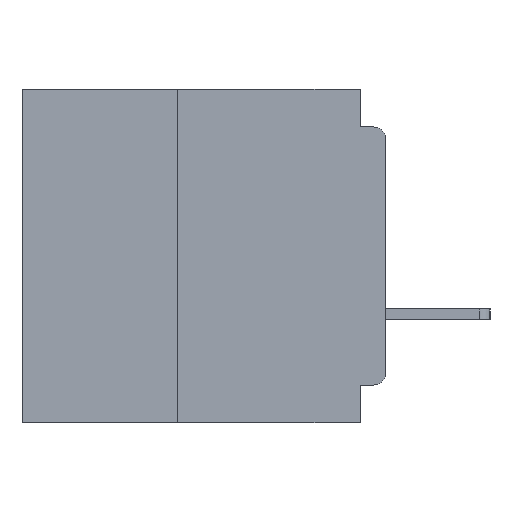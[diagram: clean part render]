
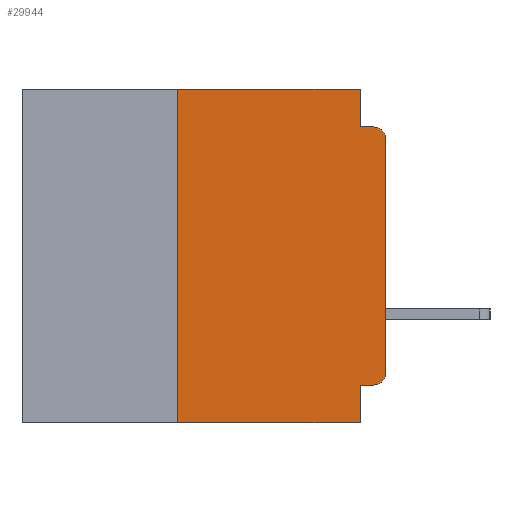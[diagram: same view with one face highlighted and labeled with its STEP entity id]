
A CAD part, left-side view. The second image highlights one B-rep face of the part: STEP entity #29944.
In plain terms, the highlighted planar face has unit normal (-1, 0, 0).
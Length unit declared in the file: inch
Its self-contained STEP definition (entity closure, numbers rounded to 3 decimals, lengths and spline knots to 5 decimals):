
#502 = CARTESIAN_POINT ( 'NONE',  ( 0., 0.25, 0. ) ) ;
#2421 = DIRECTION ( 'NONE',  ( -1., 0., 0. ) ) ;
#2432 = VERTEX_POINT ( 'NONE', #19938 ) ;
#2602 = DIRECTION ( 'NONE',  ( 0., 0., -1. ) ) ;
#4248 = CARTESIAN_POINT ( 'NONE',  ( 0., 0., -0.06 ) ) ;
#5115 = CARTESIAN_POINT ( 'NONE',  ( 0., 0.437, -0.4 ) ) ;
#5145 = CARTESIAN_POINT ( 'NONE',  ( 0., 0., -0.045 ) ) ;
#5278 = EDGE_CURVE ( 'NONE', #22535, #7227, #33823, .T. ) ;
#5625 = ORIENTED_EDGE ( 'NONE', *, *, #5278, .F. ) ;
#5679 = DIRECTION ( 'NONE',  ( 0., 0., -1. ) ) ;
#7150 = VERTEX_POINT ( 'NONE', #9087 ) ;
#7227 = VERTEX_POINT ( 'NONE', #37656 ) ;
#7785 = CARTESIAN_POINT ( 'NONE',  ( 0., 0.015, -0.355 ) ) ;
#8341 = CARTESIAN_POINT ( 'NONE',  ( 0., 0.25, -0.4 ) ) ;
#8652 = DIRECTION ( 'NONE',  ( 0., -1., 0. ) ) ;
#8759 = CIRCLE ( 'NONE', #45005, 0.015 ) ;
#9087 = CARTESIAN_POINT ( 'NONE',  ( 0., 0.015, -0.045 ) ) ;
#9298 = VERTEX_POINT ( 'NONE', #8341 ) ;
#10384 = DIRECTION ( 'NONE',  ( 0., 1., 0. ) ) ;
#10453 = ORIENTED_EDGE ( 'NONE', *, *, #43220, .T. ) ;
#10826 = ORIENTED_EDGE ( 'NONE', *, *, #17681, .T. ) ;
#10851 = ORIENTED_EDGE ( 'NONE', *, *, #36715, .T. ) ;
#11107 = LINE ( 'NONE', #34054, #28559 ) ;
#11353 = ORIENTED_EDGE ( 'NONE', *, *, #27817, .F. ) ;
#12183 = CARTESIAN_POINT ( 'NONE',  ( 0., 0., -0.34 ) ) ;
#12952 = DIRECTION ( 'NONE',  ( -1., 0., 0. ) ) ;
#13411 = VERTEX_POINT ( 'NONE', #18967 ) ;
#15206 = VECTOR ( 'NONE', #31545, 39.37008 ) ;
#15749 = VERTEX_POINT ( 'NONE', #42178 ) ;
#17247 = LINE ( 'NONE', #33937, #43044 ) ;
#17348 = CARTESIAN_POINT ( 'NONE',  ( 0., 0., -0.355 ) ) ;
#17421 = VECTOR ( 'NONE', #22140, 39.37008 ) ;
#17567 = CIRCLE ( 'NONE', #21905, 0.015 ) ;
#17681 = EDGE_CURVE ( 'NONE', #9298, #13411, #23789, .T. ) ;
#18609 = CARTESIAN_POINT ( 'NONE',  ( 0., 0.25, -0.4 ) ) ;
#18901 = DIRECTION ( 'NONE',  ( 0., -1., 0. ) ) ;
#18967 = CARTESIAN_POINT ( 'NONE',  ( 0., 0.031, -0.4 ) ) ;
#19356 = LINE ( 'NONE', #5145, #27578 ) ;
#19671 = PLANE ( 'NONE',  #31543 ) ;
#19938 = CARTESIAN_POINT ( 'NONE',  ( 0., 0.031, -0.355 ) ) ;
#20085 = DIRECTION ( 'NONE',  ( 0., 0., 1. ) ) ;
#21905 = AXIS2_PLACEMENT_3D ( 'NONE', #23294, #2421, #26816 ) ;
#22140 = DIRECTION ( 'NONE',  ( 0., 0., 1. ) ) ;
#22535 = VERTEX_POINT ( 'NONE', #502 ) ;
#23294 = CARTESIAN_POINT ( 'NONE',  ( 0., 0.015, -0.34 ) ) ;
#23336 = DIRECTION ( 'NONE',  ( 0., 0., -1. ) ) ;
#23789 = LINE ( 'NONE', #5115, #30941 ) ;
#25890 = EDGE_LOOP ( 'NONE', ( #10453, #10851, #28935, #27917, #5625, #32816, #10826, #11353, #34230, #38352 ) ) ;
#26816 = DIRECTION ( 'NONE',  ( 0., 0., -1. ) ) ;
#27578 = VECTOR ( 'NONE', #8652, 39.37008 ) ;
#27817 = EDGE_CURVE ( 'NONE', #2432, #13411, #17247, .T. ) ;
#27917 = ORIENTED_EDGE ( 'NONE', *, *, #43084, .F. ) ;
#27993 = EDGE_CURVE ( 'NONE', #43377, #2432, #36458, .T. ) ;
#28176 = VECTOR ( 'NONE', #10384, 39.37008 ) ;
#28559 = VECTOR ( 'NONE', #20085, 39.37008 ) ;
#28935 = ORIENTED_EDGE ( 'NONE', *, *, #41259, .F. ) ;
#29944 = ADVANCED_FACE ( 'NONE', ( #36337 ), #19671, .F. ) ;
#30941 = VECTOR ( 'NONE', #18901, 39.37008 ) ;
#31543 = AXIS2_PLACEMENT_3D ( 'NONE', #33800, #44389, #23336 ) ;
#31545 = DIRECTION ( 'NONE',  ( 0., -1., 0. ) ) ;
#32816 = ORIENTED_EDGE ( 'NONE', *, *, #35860, .F. ) ;
#32985 = VECTOR ( 'NONE', #5679, 39.37008 ) ;
#33182 = VERTEX_POINT ( 'NONE', #12183 ) ;
#33610 = VERTEX_POINT ( 'NONE', #4248 ) ;
#33800 = CARTESIAN_POINT ( 'NONE',  ( 0., 0.437, 0. ) ) ;
#33823 = LINE ( 'NONE', #35095, #15206 ) ;
#33902 = CARTESIAN_POINT ( 'NONE',  ( 0., 0.015, -0.06 ) ) ;
#33937 = CARTESIAN_POINT ( 'NONE',  ( 0., 0.031, -0.4 ) ) ;
#34054 = CARTESIAN_POINT ( 'NONE',  ( 0., 0., 0. ) ) ;
#34230 = ORIENTED_EDGE ( 'NONE', *, *, #27993, .F. ) ;
#35095 = CARTESIAN_POINT ( 'NONE',  ( 0., 0.437, 0. ) ) ;
#35860 = EDGE_CURVE ( 'NONE', #9298, #22535, #36095, .T. ) ;
#36095 = LINE ( 'NONE', #18609, #17421 ) ;
#36337 = FACE_OUTER_BOUND ( 'NONE', #25890, .T. ) ;
#36458 = LINE ( 'NONE', #17348, #28176 ) ;
#36715 = EDGE_CURVE ( 'NONE', #33610, #7150, #8759, .T. ) ;
#37426 = DIRECTION ( 'NONE',  ( 0., 0., -1. ) ) ;
#37656 = CARTESIAN_POINT ( 'NONE',  ( 0., 0.031, 0. ) ) ;
#38352 = ORIENTED_EDGE ( 'NONE', *, *, #44913, .T. ) ;
#40492 = CARTESIAN_POINT ( 'NONE',  ( 0., 0.031, 0. ) ) ;
#41259 = EDGE_CURVE ( 'NONE', #15749, #7150, #19356, .T. ) ;
#42178 = CARTESIAN_POINT ( 'NONE',  ( 0., 0.031, -0.045 ) ) ;
#42306 = LINE ( 'NONE', #40492, #32985 ) ;
#43044 = VECTOR ( 'NONE', #2602, 39.37008 ) ;
#43084 = EDGE_CURVE ( 'NONE', #7227, #15749, #42306, .T. ) ;
#43220 = EDGE_CURVE ( 'NONE', #33182, #33610, #11107, .T. ) ;
#43377 = VERTEX_POINT ( 'NONE', #7785 ) ;
#44389 = DIRECTION ( 'NONE',  ( 1., 0., 0. ) ) ;
#44913 = EDGE_CURVE ( 'NONE', #43377, #33182, #17567, .T. ) ;
#45005 = AXIS2_PLACEMENT_3D ( 'NONE', #33902, #12952, #37426 ) ;
